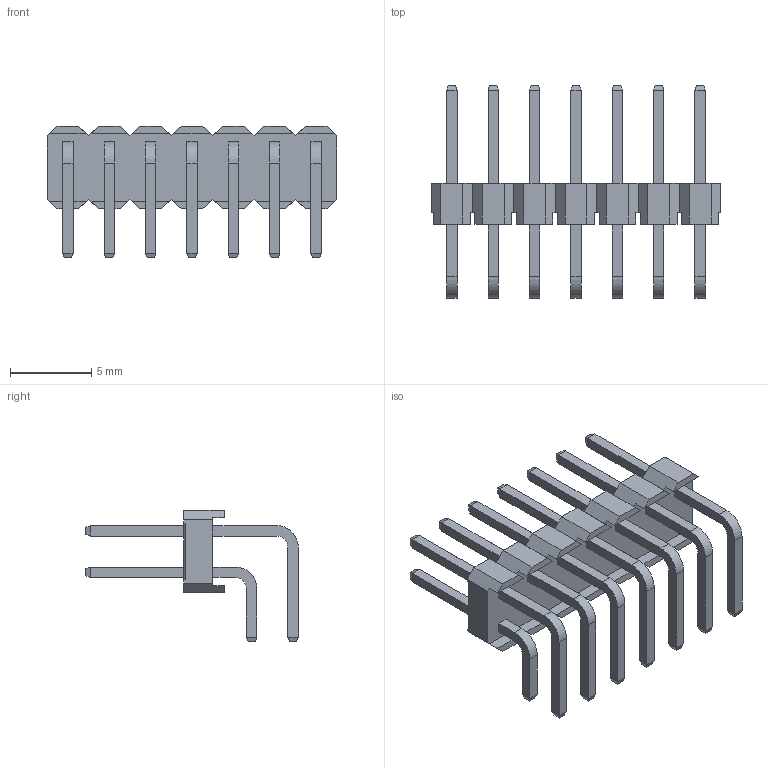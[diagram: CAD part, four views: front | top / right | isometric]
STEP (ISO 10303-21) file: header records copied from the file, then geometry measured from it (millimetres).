
FILE_DESCRIPTION(('STEP AP214'), '1');
FILE_NAME('PLD-R1', '', ('UNSPECIFIED'), ('UNSPECIFIED'), 'ASCON STEP Converter 1.6', 'ASCON Math Kernel', '');
FILE_SCHEMA(('AUTOMOTIVE_DESIGN { 1 0 10303 214 3 1 1}'));
Length unit declared in the file: millimetre
Bounding box: 17.78 x 13.04 x 8.08 mm (x, y, z)
Volume: 244.4 mm3; surface area: 831.1 mm2
Topology: 1 solids, 1 shells, 420 faces, 1040 edges, 656 vertices
Faces by surface type: plane 392, cylinder 28
Entity records: 15484 total; most frequent: CARTESIAN_POINT 2117, ORIENTED_EDGE 2080, DIRECTION 1938, EDGE_CURVE 1040, LINE 984, VECTOR 984, VERTEX_POINT 656, AXIS2_PLACEMENT_3D 477
